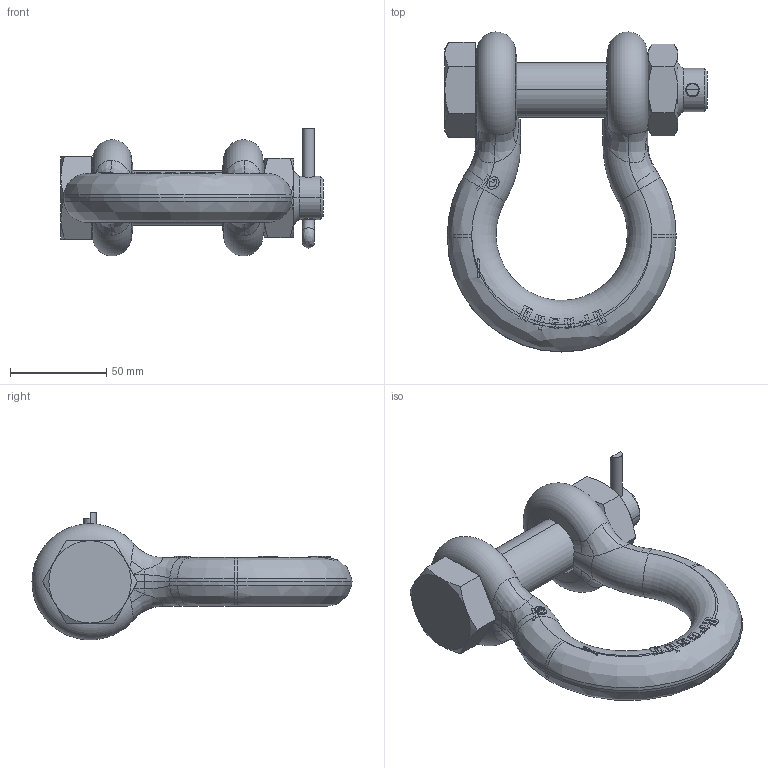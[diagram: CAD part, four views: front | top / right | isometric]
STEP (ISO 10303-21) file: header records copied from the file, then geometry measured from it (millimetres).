
FILE_DESCRIPTION((''),'2;1');
FILE_NAME('CROSBY_2130_100','2005-01-21T',('ADoughty'),('The Crosby Group, Inc.'),'PRO/ENGINEER BY PARAMETRIC TECHNOLOGY CORPORATION, 2004090','PRO/ENGINEER BY PARAMETRIC TECHNOLOGY CORPORATION, 2004090','');
FILE_SCHEMA(('CONFIG_CONTROL_DESIGN'));
Length unit declared in the file: inch
Products named in the file (1): CROSBY_2130_100
Bounding box: 136.53 x 166.62 x 66.53 mm (x, y, z)
Volume: 314383.6 mm3; surface area: 59854.5 mm2
Topology: 2 solids, 2 shells, 272 faces, 717 edges, 450 vertices
Faces by surface type: plane 116, bspline 67, cylinder 35, cone 28, torus 24, extrusion 2
Entity records: 11897 total; most frequent: CARTESIAN_POINT 5984, ORIENTED_EDGE 1434, DIRECTION 906, EDGE_CURVE 717, VERTEX_POINT 450, B_SPLINE_CURVE_WITH_KNOTS 360, AXIS2_PLACEMENT_3D 342, EDGE_LOOP 279
